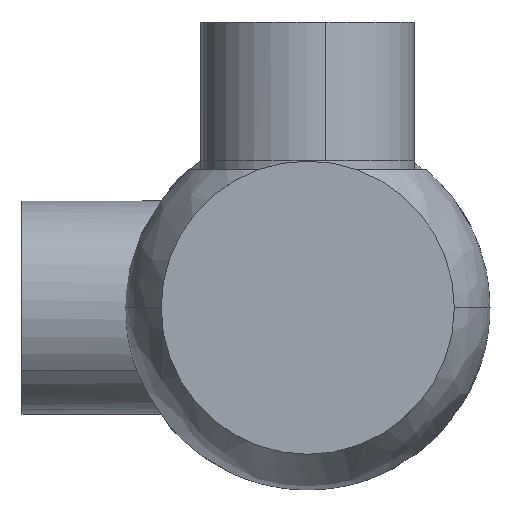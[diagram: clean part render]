
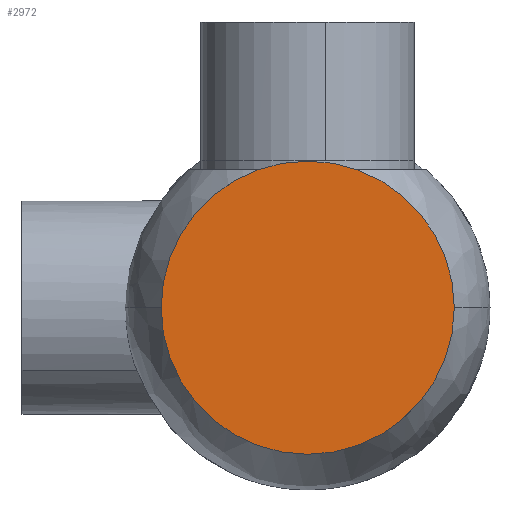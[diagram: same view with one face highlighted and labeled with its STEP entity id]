
A CAD part, front view. The second image highlights one B-rep face of the part: STEP entity #2972.
In plain terms, the highlighted planar face has unit normal (0, -1, 0).
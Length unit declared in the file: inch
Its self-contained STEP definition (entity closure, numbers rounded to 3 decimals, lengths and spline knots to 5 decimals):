
#194 = CIRCLE ( 'NONE', #3300, 2.06 ) ;
#266 = DIRECTION ( 'NONE',  ( 0., 0., 1. ) ) ;
#406 = EDGE_LOOP ( 'NONE', ( #1761, #1425 ) ) ;
#452 = DIRECTION ( 'NONE',  ( 0., 0., -1. ) ) ;
#560 = EDGE_CURVE ( 'NONE', #1259, #2712, #581, .T. ) ;
#581 = CIRCLE ( 'NONE', #1248, 2.06 ) ;
#686 = CARTESIAN_POINT ( 'NONE',  ( 0., 0., 0. ) ) ;
#695 = PLANE ( 'NONE',  #2779 ) ;
#792 = FACE_OUTER_BOUND ( 'NONE', #406, .T. ) ;
#946 = DIRECTION ( 'NONE',  ( 0., 0., 1. ) ) ;
#1011 = CARTESIAN_POINT ( 'NONE',  ( 0., 0., -2.06 ) ) ;
#1248 = AXIS2_PLACEMENT_3D ( 'NONE', #3318, #1790, #266 ) ;
#1259 = VERTEX_POINT ( 'NONE', #1011 ) ;
#1425 = ORIENTED_EDGE ( 'NONE', *, *, #560, .F. ) ;
#1761 = ORIENTED_EDGE ( 'NONE', *, *, #2894, .F. ) ;
#1790 = DIRECTION ( 'NONE',  ( 0., 1., 0. ) ) ;
#1943 = DIRECTION ( 'NONE',  ( 0., -1., 0. ) ) ;
#2144 = CARTESIAN_POINT ( 'NONE',  ( 0., 0., 2.06 ) ) ;
#2447 = DIRECTION ( 'NONE',  ( 0., 1., 0. ) ) ;
#2707 = CARTESIAN_POINT ( 'NONE',  ( -2.06, 0., 0. ) ) ;
#2712 = VERTEX_POINT ( 'NONE', #2144 ) ;
#2779 = AXIS2_PLACEMENT_3D ( 'NONE', #2707, #1943, #452 ) ;
#2894 = EDGE_CURVE ( 'NONE', #2712, #1259, #194, .T. ) ;
#2972 = ADVANCED_FACE ( 'NONE', ( #792 ), #695, .T. ) ;
#3300 = AXIS2_PLACEMENT_3D ( 'NONE', #686, #2447, #946 ) ;
#3318 = CARTESIAN_POINT ( 'NONE',  ( 0., 0., 0. ) ) ;
